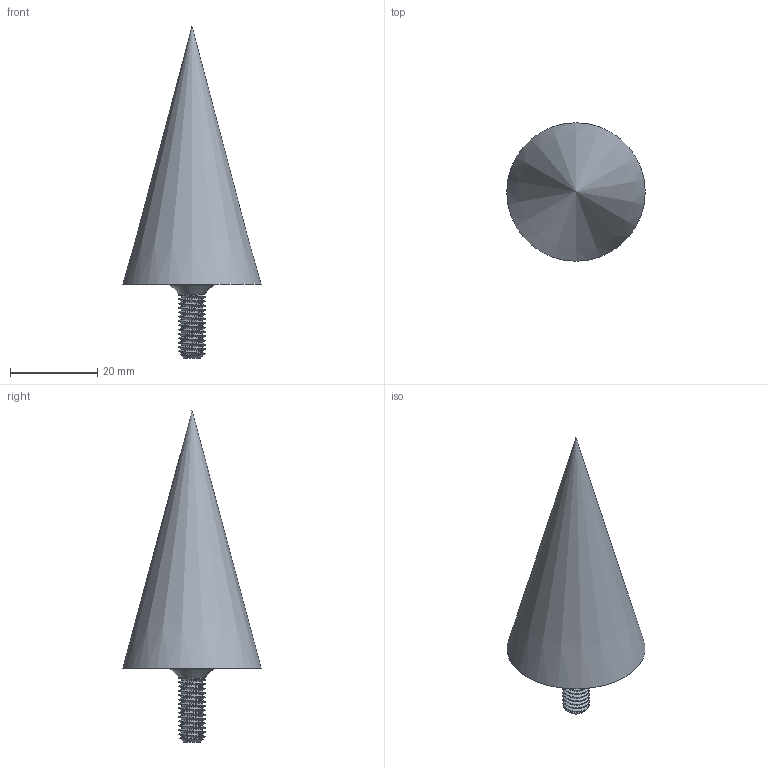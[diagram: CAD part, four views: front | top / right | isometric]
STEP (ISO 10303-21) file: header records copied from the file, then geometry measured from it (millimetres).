
FILE_DESCRIPTION(('FreeCAD Model'),'2;1');
FILE_NAME('Open CASCADE Shape Model','2024-05-11T14:37:21',('Author'),( ''),'Open CASCADE STEP processor 7.6','FreeCAD','Unknown');
FILE_SCHEMA(('AUTOMOTIVE_DESIGN { 1 0 10303 214 1 1 1 1 }'));
Length unit declared in the file: millimetre
Products named in the file (3): Main-Shaft-Part-5; Body077; M6x16LH-ThreadedRod003
Assembly tree (2 placements, depth 2):
  Main-Shaft-Part-5
    Body077
    M6x16LH-ThreadedRod003
Bounding box: 31.8 x 31.8 x 76.25 mm (x, y, z)
Volume: 16181 mm3; surface area: 4358.3 mm2
Topology: 2 solids, 2 shells, 76 faces, 151 edges, 79 vertices
Faces by surface type: bspline 49, cylinder 17, cone 6, plane 4
Full cylindrical faces by diameter (mm): 6 x14, 9.8 x1
Entity records: 6470 total; most frequent: CARTESIAN_POINT 5304, ORIENTED_EDGE 300, EDGE_CURVE 150, DIRECTION 102, B_SPLINE_CURVE_WITH_KNOTS 86, VERTEX_POINT 79, FACE_BOUND 77, EDGE_LOOP 77
